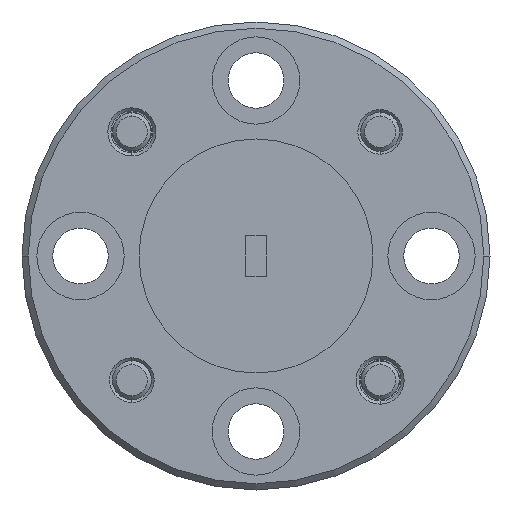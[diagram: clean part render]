
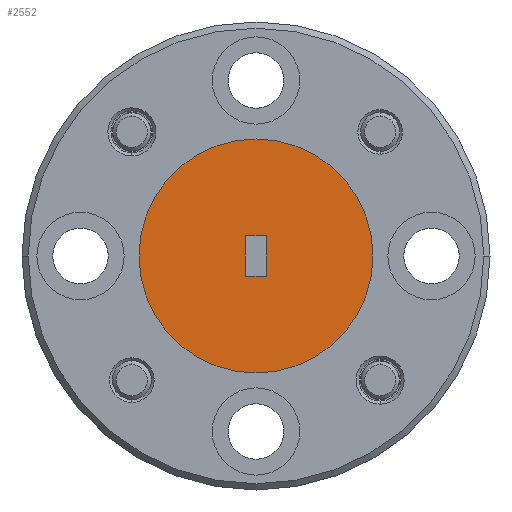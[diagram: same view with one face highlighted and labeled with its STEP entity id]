
A CAD part, left-side view. The second image highlights one B-rep face of the part: STEP entity #2552.
In plain terms, the highlighted planar face has unit normal (-1, 0, 0).
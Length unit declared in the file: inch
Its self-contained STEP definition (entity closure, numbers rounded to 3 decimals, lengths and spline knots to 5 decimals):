
#12 = DIRECTION ( 'NONE',  ( 0., 1., 0. ) ) ;
#66 = ORIENTED_EDGE ( 'NONE', *, *, #273, .T. ) ;
#100 = CARTESIAN_POINT ( 'NONE',  ( -5.04215, 0.36863, 2.03689 ) ) ;
#218 = DIRECTION ( 'NONE',  ( -1., 0., 0. ) ) ;
#273 = EDGE_CURVE ( 'NONE', #556, #2790, #4284, .T. ) ;
#290 = VERTEX_POINT ( 'NONE', #2048 ) ;
#298 = DIRECTION ( 'NONE',  ( 1., 0., 0. ) ) ;
#346 = VECTOR ( 'NONE', #2110, 39.37008 ) ;
#366 = CARTESIAN_POINT ( 'NONE',  ( -5.04215, 0.40113, 2.10189 ) ) ;
#370 = DIRECTION ( 'NONE',  ( 0., -1., 0. ) ) ;
#522 = DIRECTION ( 'NONE',  ( 0., 0., 1. ) ) ;
#556 = VERTEX_POINT ( 'NONE', #1947 ) ;
#566 = DIRECTION ( 'NONE',  ( 0., -1., 0. ) ) ;
#596 = AXIS2_PLACEMENT_3D ( 'NONE', #2948, #218, #566 ) ;
#700 = EDGE_CURVE ( 'NONE', #2790, #290, #1110, .T. ) ;
#726 = VERTEX_POINT ( 'NONE', #366 ) ;
#739 = CARTESIAN_POINT ( 'NONE',  ( -5.04215, 0.36863, 2.10189 ) ) ;
#748 = ORIENTED_EDGE ( 'NONE', *, *, #1160, .F. ) ;
#847 = VECTOR ( 'NONE', #370, 39.37008 ) ;
#1025 = CARTESIAN_POINT ( 'NONE',  ( -5.04215, 0.36863, 2.03689 ) ) ;
#1034 = CARTESIAN_POINT ( 'NONE',  ( -5.04215, 0.19738, 2.06939 ) ) ;
#1040 = CIRCLE ( 'NONE', #1185, 0.1875 ) ;
#1080 = PLANE ( 'NONE',  #596 ) ;
#1110 = LINE ( 'NONE', #100, #346 ) ;
#1160 = EDGE_CURVE ( 'NONE', #3223, #2476, #2655, .T. ) ;
#1185 = AXIS2_PLACEMENT_3D ( 'NONE', #2365, #4013, #12 ) ;
#1275 = DIRECTION ( 'NONE',  ( 0., 0., -1. ) ) ;
#1438 = EDGE_LOOP ( 'NONE', ( #1656, #66, #1969, #3324 ) ) ;
#1456 = EDGE_CURVE ( 'NONE', #290, #726, #2791, .T. ) ;
#1631 = DIRECTION ( 'NONE',  ( 0., 1., 0. ) ) ;
#1648 = CARTESIAN_POINT ( 'NONE',  ( -5.04215, 0.38488, 2.06939 ) ) ;
#1656 = ORIENTED_EDGE ( 'NONE', *, *, #1966, .T. ) ;
#1662 = ORIENTED_EDGE ( 'NONE', *, *, #2733, .F. ) ;
#1762 = LINE ( 'NONE', #739, #847 ) ;
#1947 = CARTESIAN_POINT ( 'NONE',  ( -5.04215, 0.36863, 2.10189 ) ) ;
#1966 = EDGE_CURVE ( 'NONE', #726, #556, #1762, .T. ) ;
#1969 = ORIENTED_EDGE ( 'NONE', *, *, #700, .T. ) ;
#1973 = VECTOR ( 'NONE', #1275, 39.37008 ) ;
#2048 = CARTESIAN_POINT ( 'NONE',  ( -5.04215, 0.40113, 2.03689 ) ) ;
#2074 = CARTESIAN_POINT ( 'NONE',  ( -5.04215, 0.57238, 2.06939 ) ) ;
#2110 = DIRECTION ( 'NONE',  ( 0., 1., 0. ) ) ;
#2365 = CARTESIAN_POINT ( 'NONE',  ( -5.04215, 0.38488, 2.06939 ) ) ;
#2476 = VERTEX_POINT ( 'NONE', #1034 ) ;
#2552 = ADVANCED_FACE ( 'NONE', ( #2740, #4083 ), #1080, .T. ) ;
#2655 = CIRCLE ( 'NONE', #3574, 0.1875 ) ;
#2700 = CARTESIAN_POINT ( 'NONE',  ( -5.04215, 0.36863, 2.03689 ) ) ;
#2733 = EDGE_CURVE ( 'NONE', #2476, #3223, #1040, .T. ) ;
#2740 = FACE_BOUND ( 'NONE', #1438, .T. ) ;
#2790 = VERTEX_POINT ( 'NONE', #2700 ) ;
#2791 = LINE ( 'NONE', #4133, #3360 ) ;
#2948 = CARTESIAN_POINT ( 'NONE',  ( -5.04215, 0.38488, 2.06939 ) ) ;
#3223 = VERTEX_POINT ( 'NONE', #2074 ) ;
#3324 = ORIENTED_EDGE ( 'NONE', *, *, #1456, .T. ) ;
#3360 = VECTOR ( 'NONE', #522, 39.37008 ) ;
#3574 = AXIS2_PLACEMENT_3D ( 'NONE', #1648, #298, #1631 ) ;
#4013 = DIRECTION ( 'NONE',  ( 1., 0., 0. ) ) ;
#4083 = FACE_OUTER_BOUND ( 'NONE', #4339, .T. ) ;
#4133 = CARTESIAN_POINT ( 'NONE',  ( -5.04215, 0.40113, 2.03689 ) ) ;
#4284 = LINE ( 'NONE', #1025, #1973 ) ;
#4339 = EDGE_LOOP ( 'NONE', ( #748, #1662 ) ) ;
